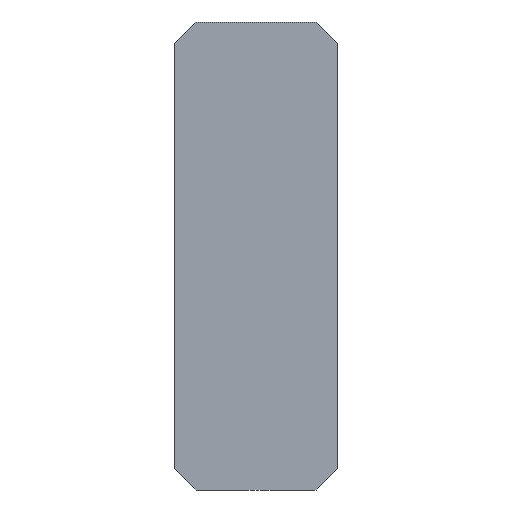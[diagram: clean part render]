
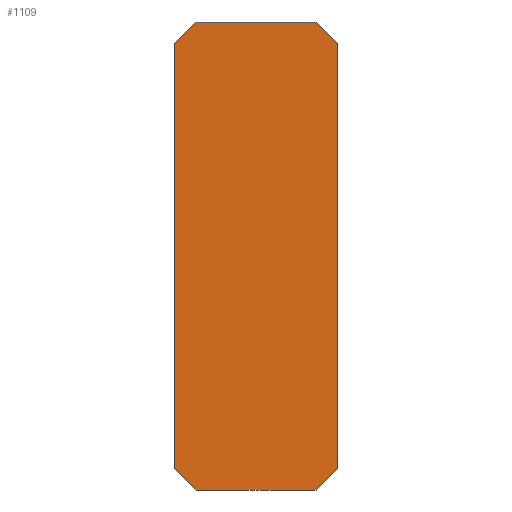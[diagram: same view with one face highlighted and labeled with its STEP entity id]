
A CAD part, front view. The second image highlights one B-rep face of the part: STEP entity #1109.
In plain terms, the highlighted planar face has unit normal (0, -1, 0).
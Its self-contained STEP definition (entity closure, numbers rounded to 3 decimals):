
#46=PLANE('',#1200);
#105=FACE_OUTER_BOUND('',#164,.T.);
#164=EDGE_LOOP('',(#954,#955,#956,#957,#958,#959,#960,#961));
#295=LINE('',#1753,#436);
#297=LINE('',#1757,#438);
#300=LINE('',#1763,#441);
#302=LINE('',#1766,#443);
#303=LINE('',#1769,#444);
#304=LINE('',#1771,#445);
#305=LINE('',#1773,#446);
#306=LINE('',#1774,#447);
#436=VECTOR('',#1427,10.);
#438=VECTOR('',#1431,10.);
#441=VECTOR('',#1436,10.);
#443=VECTOR('',#1440,10.);
#444=VECTOR('',#1443,10.);
#445=VECTOR('',#1444,10.);
#446=VECTOR('',#1445,10.);
#447=VECTOR('',#1446,10.);
#566=VERTEX_POINT('',#1750);
#567=VERTEX_POINT('',#1752);
#568=VERTEX_POINT('',#1756);
#569=VERTEX_POINT('',#1760);
#570=VERTEX_POINT('',#1762);
#571=VERTEX_POINT('',#1768);
#572=VERTEX_POINT('',#1770);
#573=VERTEX_POINT('',#1772);
#703=EDGE_CURVE('',#566,#567,#295,.T.);
#705=EDGE_CURVE('',#568,#567,#297,.F.);
#708=EDGE_CURVE('',#569,#570,#300,.T.);
#710=EDGE_CURVE('',#566,#570,#302,.T.);
#711=EDGE_CURVE('',#569,#571,#303,.F.);
#712=EDGE_CURVE('',#572,#571,#304,.T.);
#713=EDGE_CURVE('',#572,#573,#305,.F.);
#714=EDGE_CURVE('',#568,#573,#306,.T.);
#954=ORIENTED_EDGE('',*,*,#703,.F.);
#955=ORIENTED_EDGE('',*,*,#710,.T.);
#956=ORIENTED_EDGE('',*,*,#708,.F.);
#957=ORIENTED_EDGE('',*,*,#711,.T.);
#958=ORIENTED_EDGE('',*,*,#712,.F.);
#959=ORIENTED_EDGE('',*,*,#713,.T.);
#960=ORIENTED_EDGE('',*,*,#714,.F.);
#961=ORIENTED_EDGE('',*,*,#705,.T.);
#1109=ADVANCED_FACE('',(#105),#46,.F.);
#1200=AXIS2_PLACEMENT_3D('',#1767,#1441,#1442);
#1427=DIRECTION('',(-0.707,0.,0.707));
#1431=DIRECTION('',(0.,0.,1.));
#1436=DIRECTION('',(-0.707,0.,-0.707));
#1440=DIRECTION('',(1.,0.,0.));
#1441=DIRECTION('center_axis',(0.,1.,0.));
#1442=DIRECTION('ref_axis',(1.,0.,0.));
#1443=DIRECTION('',(0.,0.,-1.));
#1444=DIRECTION('',(0.707,0.,-0.707));
#1445=DIRECTION('',(1.,0.,0.));
#1446=DIRECTION('',(0.707,0.,0.707));
#1750=CARTESIAN_POINT('',(-8.5,-1.,-33.4));
#1752=CARTESIAN_POINT('',(-11.5,-1.,-30.4));
#1753=CARTESIAN_POINT('',(-15.475,-1.,-26.425));
#1756=CARTESIAN_POINT('',(-11.5,-1.,29.9));
#1757=CARTESIAN_POINT('',(-11.5,-1.,-16.45));
#1760=CARTESIAN_POINT('',(11.5,-1.,-30.4));
#1762=CARTESIAN_POINT('',(8.5,-1.,-33.4));
#1763=CARTESIAN_POINT('',(15.475,-1.,-26.425));
#1766=CARTESIAN_POINT('',(5.75,-1.,-33.4));
#1767=CARTESIAN_POINT('Origin',(0.,-1.,0.));
#1768=CARTESIAN_POINT('',(11.5,-1.,29.9));
#1769=CARTESIAN_POINT('',(11.5,-1.,16.45));
#1770=CARTESIAN_POINT('',(8.5,-1.,32.9));
#1771=CARTESIAN_POINT('',(15.35,-1.,26.05));
#1772=CARTESIAN_POINT('',(-8.5,-1.,32.9));
#1773=CARTESIAN_POINT('',(-5.75,-1.,32.9));
#1774=CARTESIAN_POINT('',(-15.35,-1.,26.05));
